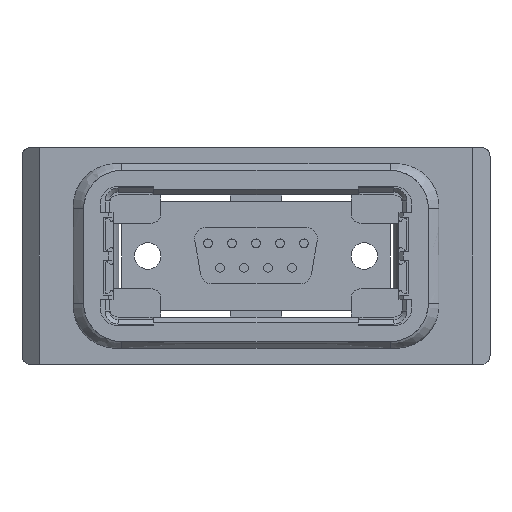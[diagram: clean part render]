
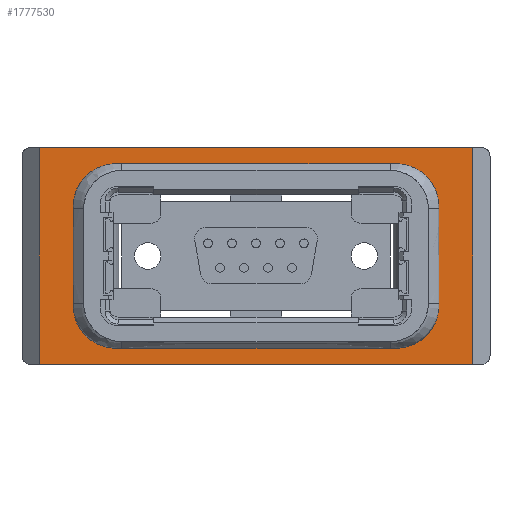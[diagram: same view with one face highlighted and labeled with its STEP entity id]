
A CAD part, front view. The second image highlights one B-rep face of the part: STEP entity #1777530.
In plain terms, the highlighted face is planar.
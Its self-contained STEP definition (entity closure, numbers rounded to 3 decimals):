
#503170=CARTESIAN_POINT('',(-234.211,238.759,-11.3));
#503180=VERTEX_POINT('',#503170);
#503230=CARTESIAN_POINT('',(-230.461,238.759,-11.3));
#503240=DIRECTION('',(0.,0.,1.));
#503250=DIRECTION('',(0.,1.,0.));
#503260=AXIS2_PLACEMENT_3D('',#503230,#503240,#503250);
#503270=CIRCLE('',#503260,3.75);
#503280=CARTESIAN_POINT('',(-230.461,235.009,-11.3));
#503290=VERTEX_POINT('',#503280);
#503300=EDGE_CURVE('',#503180,#503290,#503270,.T.);
#809810=CARTESIAN_POINT('',(-219.661,235.009,-11.3));
#809820=VERTEX_POINT('',#809810);
#809870=CARTESIAN_POINT('',(-238.211,235.009,-11.3));
#809880=DIRECTION('',(1.,0.,0.));
#809890=VECTOR('',#809880,1.);
#809900=LINE('',#809870,#809890);
#809910=EDGE_CURVE('',#503290,#809820,#809900,.T.);
#1252450=CARTESIAN_POINT('',(-219.661,238.759,-11.3));
#1252460=DIRECTION('',(0.,0.,-1.));
#1252470=DIRECTION('',(0.,1.,0.));
#1252480=AXIS2_PLACEMENT_3D('',#1252450,#1252460,#1252470);
#1252490=CIRCLE('',#1252480,3.75);
#1252500=CARTESIAN_POINT('',(-215.911,238.759,-11.3));
#1252510=VERTEX_POINT('',#1252500);
#1252520=EDGE_CURVE('',#1252510,#809820,#1252490,.T.);
#1605700=CARTESIAN_POINT('',(-212.561,229.159,-11.3));
#1605710=VERTEX_POINT('',#1605700);
#1605740=CARTESIAN_POINT('',(-225.561,229.159,-11.3));
#1605750=DIRECTION('',(-1.,0.,0.));
#1605760=VECTOR('',#1605750,1.);
#1605770=LINE('',#1605740,#1605760);
#1605780=CARTESIAN_POINT('',(-237.561,229.159,-11.3));
#1605790=VERTEX_POINT('',#1605780);
#1605800=EDGE_CURVE('',#1605710,#1605790,#1605770,.T.);
#1617120=CARTESIAN_POINT('',(-215.911,286.559,-11.3));
#1617130=DIRECTION('',(0.,-1.,0.));
#1617140=VECTOR('',#1617130,1.);
#1617150=LINE('',#1617120,#1617140);
#1617160=CARTESIAN_POINT('',(-215.911,269.559,-11.3));
#1617170=VERTEX_POINT('',#1617160);
#1617180=EDGE_CURVE('',#1617170,#1252510,#1617150,.T.);
#1620560=CARTESIAN_POINT('',(-234.211,269.559,-11.3));
#1620570=VERTEX_POINT('',#1620560);
#1620600=CARTESIAN_POINT('',(-234.211,286.559,-11.3));
#1620610=DIRECTION('',(0.,-1.,0.));
#1620620=VECTOR('',#1620610,1.);
#1620630=LINE('',#1620600,#1620620);
#1620640=EDGE_CURVE('',#1620570,#503180,#1620630,.T.);
#1750960=CARTESIAN_POINT('',(-237.561,279.159,-11.3));
#1750970=VERTEX_POINT('',#1750960);
#1751370=CARTESIAN_POINT('',(-237.561,224.19,-11.3));
#1751380=DIRECTION('',(0.,1.,0.));
#1751390=VECTOR('',#1751380,1.);
#1751400=LINE('',#1751370,#1751390);
#1751410=EDGE_CURVE('',#1605790,#1750970,#1751400,.T.);
#1775620=CARTESIAN_POINT('',(-225.561,279.159,-11.3));
#1775630=DIRECTION('',(-1.,0.,0.));
#1775640=VECTOR('',#1775630,1.);
#1775650=LINE('',#1775620,#1775640);
#1775660=CARTESIAN_POINT('',(-212.561,279.159,-11.3));
#1775670=VERTEX_POINT('',#1775660);
#1775680=EDGE_CURVE('',#1775670,#1750970,#1775650,.T.);
#1777060=CARTESIAN_POINT('',(-220.701,273.853,-11.3));
#1777070=DIRECTION('',(0.,0.,1.));
#1777080=DIRECTION('',(0.,-1.,0.));
#1777090=AXIS2_PLACEMENT_3D('',#1777060,#1777070,#1777080);
#1777100=PLANE('',#1777090);
#1777110=CARTESIAN_POINT('',(-212.561,224.19,-11.3));
#1777120=DIRECTION('',(0.,1.,0.));
#1777130=VECTOR('',#1777120,1.);
#1777140=LINE('',#1777110,#1777130);
#1777150=EDGE_CURVE('',#1605710,#1775670,#1777140,.T.);
#1777160=ORIENTED_EDGE('',*,*,#1777150,.F.);
#1777170=ORIENTED_EDGE('',*,*,#1775680,.F.);
#1777180=ORIENTED_EDGE('',*,*,#1751410,.T.);
#1777190=ORIENTED_EDGE('',*,*,#1605800,.T.);
#1777200=EDGE_LOOP('',(#1777190,#1777180,#1777170,#1777160));
#1777210=FACE_OUTER_BOUND('',#1777200,.T.);
#1777220=ORIENTED_EDGE('',*,*,#1252520,.F.);
#1777230=ORIENTED_EDGE('',*,*,#809910,.T.);
#1777240=ORIENTED_EDGE('',*,*,#503300,.T.);
#1777250=ORIENTED_EDGE('',*,*,#1620640,.T.);
#1777260=CARTESIAN_POINT('',(-230.461,269.559,-11.3));
#1777270=DIRECTION('',(0.,0.,-1.));
#1777280=DIRECTION('',(0.,-1.,0.));
#1777290=AXIS2_PLACEMENT_3D('',#1777260,#1777270,#1777280);
#1777300=CIRCLE('',#1777290,3.75);
#1777310=CARTESIAN_POINT('',(-230.461,273.309,-11.3));
#1777320=VERTEX_POINT('',#1777310);
#1777330=EDGE_CURVE('',#1620570,#1777320,#1777300,.T.);
#1777340=ORIENTED_EDGE('',*,*,#1777330,.F.);
#1777350=CARTESIAN_POINT('',(-238.211,273.309,-11.3));
#1777360=DIRECTION('',(1.,0.,0.));
#1777370=VECTOR('',#1777360,1.);
#1777380=LINE('',#1777350,#1777370);
#1777390=CARTESIAN_POINT('',(-219.661,273.309,-11.3));
#1777400=VERTEX_POINT('',#1777390);
#1777410=EDGE_CURVE('',#1777320,#1777400,#1777380,.T.);
#1777420=ORIENTED_EDGE('',*,*,#1777410,.F.);
#1777430=CARTESIAN_POINT('',(-219.661,269.559,-11.3));
#1777440=DIRECTION('',(0.,0.,1.));
#1777450=DIRECTION('',(0.,-1.,0.));
#1777460=AXIS2_PLACEMENT_3D('',#1777430,#1777440,#1777450);
#1777470=CIRCLE('',#1777460,3.75);
#1777480=EDGE_CURVE('',#1617170,#1777400,#1777470,.T.);
#1777490=ORIENTED_EDGE('',*,*,#1777480,.T.);
#1777500=ORIENTED_EDGE('',*,*,#1617180,.F.);
#1777510=EDGE_LOOP('',(#1777500,#1777490,#1777420,#1777340,#1777250,
#1777240,#1777230,#1777220));
#1777520=FACE_BOUND('',#1777510,.T.);
#1777530=ADVANCED_FACE('',(#1777210,#1777520),#1777100,.F.);
